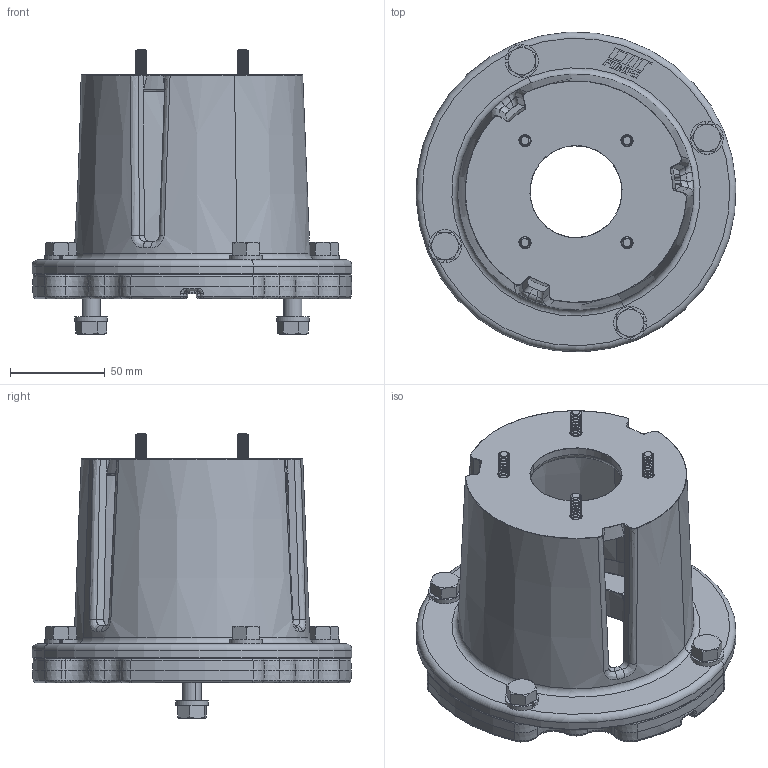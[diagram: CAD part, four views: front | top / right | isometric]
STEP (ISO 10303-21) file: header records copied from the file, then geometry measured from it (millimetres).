
FILE_DESCRIPTION (( 'STEP AP214' ), '1' );
FILE_NAME ('76SAEA2.3CP.STEP', '2016-11-23T19:22:51', ( '' ), ( '' ), 'SwSTEP 2.0', 'SolidWorks 2016', '' );
FILE_SCHEMA (( 'AUTOMOTIVE_DESIGN' ));
Length unit declared in the file: inch
Products named in the file (1): 76SAEA2.3CP
Bounding box: 168.5 x 168.5 x 149.95 mm (x, y, z)
Volume: 508930.6 mm3; surface area: 173259.4 mm2
Topology: 22 solids, 22 shells, 2283 faces, 5602 edges, 3402 vertices
Faces by surface type: plane 495, bspline 484, cone 455, torus 443, cylinder 392, sphere 14
Entity records: 116938 total; most frequent: CARTESIAN_POINT 37567, ORIENTED_EDGE 11204, DIRECTION 9513, EDGE_CURVE 5602, AXIS2_PLACEMENT_3D 3879, VERTEX_POINT 3402, EDGE_LOOP 2380, DIMENSIONAL_EXPONENTS 2307
